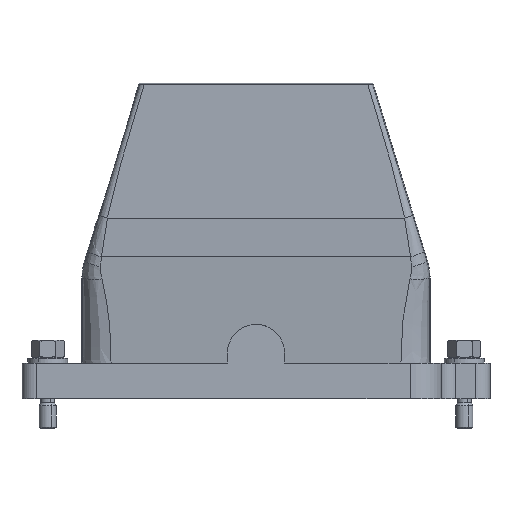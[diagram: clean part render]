
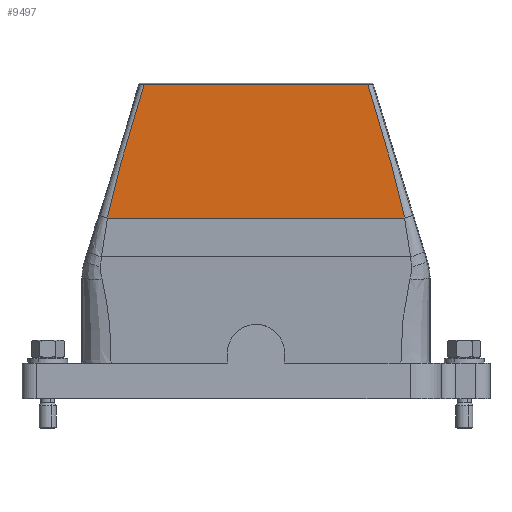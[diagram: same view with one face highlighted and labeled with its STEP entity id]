
A CAD part, left-side view. The second image highlights one B-rep face of the part: STEP entity #9497.
In plain terms, the highlighted planar face has unit normal (-1, 0, 0).
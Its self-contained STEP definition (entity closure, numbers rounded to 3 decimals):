
#9449=AXIS2_PLACEMENT_3D('Plane Axis2P3D',#9446,#9447,#9448) ;
#8553=CARTESIAN_POINT('Vertex',(0.,29.933,73.81)) ;
#8556=CARTESIAN_POINT('Line Origine',(0.,82.,73.81)) ;
#8560=CARTESIAN_POINT('Vertex',(0.,134.067,73.81)) ;
#9446=CARTESIAN_POINT('Axis2P3D Location',(0.,82.,121.)) ;
#9452=CARTESIAN_POINT('Control Point',(0.,42.829,120.62)) ;
#9453=CARTESIAN_POINT('Control Point',(0.,42.814,120.569)) ;
#9454=CARTESIAN_POINT('Control Point',(0.,42.798,120.518)) ;
#9455=CARTESIAN_POINT('Control Point',(0.,42.782,120.467)) ;
#9456=CARTESIAN_POINT('Control Point',(0.,42.56,119.743)) ;
#9457=CARTESIAN_POINT('Control Point',(0.,42.338,119.018)) ;
#9458=CARTESIAN_POINT('Control Point',(0.,42.131,118.344)) ;
#9459=CARTESIAN_POINT('Control Point',(0.,39.495,109.741)) ;
#9460=CARTESIAN_POINT('Control Point',(0.,36.892,101.128)) ;
#9461=CARTESIAN_POINT('Control Point',(0.,34.613,93.123)) ;
#9462=CARTESIAN_POINT('Control Point',(0.,32.262,84.486)) ;
#9463=CARTESIAN_POINT('Control Point',(0.,30.342,75.743)) ;
#9464=CARTESIAN_POINT('Control Point',(0.,30.203,75.101)) ;
#9465=CARTESIAN_POINT('Control Point',(0.,30.067,74.456)) ;
#9466=CARTESIAN_POINT('Control Point',(0.,29.933,73.81)) ;
#9467=CARTESIAN_POINT('Vertex',(0.,42.829,120.62)) ;
#9470=CARTESIAN_POINT('Line Origine',(0.,82.,120.62)) ;
#9474=CARTESIAN_POINT('Vertex',(0.,121.171,120.62)) ;
#9478=CARTESIAN_POINT('Control Point',(0.,134.067,73.81)) ;
#9479=CARTESIAN_POINT('Control Point',(0.,133.841,74.904)) ;
#9480=CARTESIAN_POINT('Control Point',(0.,133.607,75.991)) ;
#9481=CARTESIAN_POINT('Control Point',(0.,133.368,77.071)) ;
#9482=CARTESIAN_POINT('Control Point',(0.,131.407,85.68)) ;
#9483=CARTESIAN_POINT('Control Point',(0.,129.078,94.196)) ;
#9484=CARTESIAN_POINT('Control Point',(0.,126.953,101.619)) ;
#9485=CARTESIAN_POINT('Control Point',(0.,124.503,109.741)) ;
#9486=CARTESIAN_POINT('Control Point',(0.,122.019,117.853)) ;
#9487=CARTESIAN_POINT('Control Point',(0.,121.734,118.783)) ;
#9488=CARTESIAN_POINT('Control Point',(0.,121.444,119.73)) ;
#9489=CARTESIAN_POINT('Control Point',(0.,121.171,120.62)) ;
#8557=DIRECTION('Vector Direction',(0.,-1.,0.)) ;
#9447=DIRECTION('Axis2P3D Direction',(-1.,0.,0.)) ;
#9448=DIRECTION('Axis2P3D XDirection',(0.,0.,-1.)) ;
#9471=DIRECTION('Vector Direction',(0.,1.,0.)) ;
#8558=VECTOR('Line Direction',#8557,1.) ;
#9472=VECTOR('Line Direction',#9471,1.) ;
#9492=ORIENTED_EDGE('',*,*,#8562,.T.) ;
#9493=ORIENTED_EDGE('',*,*,#9469,.T.) ;
#9494=ORIENTED_EDGE('',*,*,#9476,.T.) ;
#9495=ORIENTED_EDGE('',*,*,#9490,.T.) ;
#9497=ADVANCED_FACE('Hood',(#9496),#9450,.T.) ;
#9451=B_SPLINE_CURVE_WITH_KNOTS('',5,(#9452,#9453,#9454,#9455,#9456,#9457,#9458,#9459,#9460,#9461,#9462,#9463,#9464,#9465,#9466),.UNSPECIFIED.,.F.,.U.,(6,3,3,3,6),(34.09,34.552,40.656,112.467,118.109),.UNSPECIFIED.) ;
#9477=B_SPLINE_CURVE_WITH_KNOTS('',5,(#9478,#9479,#9480,#9481,#9482,#9483,#9484,#9485,#9486,#9487,#9488,#9489),.UNSPECIFIED.,.F.,.U.,(6,3,3,6),(120.026,129.719,196.435,203.182),.UNSPECIFIED.) ;
#8562=EDGE_CURVE('',#8561,#8554,#8559,.T.) ;
#9469=EDGE_CURVE('',#8554,#9468,#9451,.F.) ;
#9476=EDGE_CURVE('',#9468,#9475,#9473,.T.) ;
#9490=EDGE_CURVE('',#9475,#8561,#9477,.F.) ;
#9491=EDGE_LOOP('',(#9492,#9493,#9494,#9495)) ;
#9496=FACE_OUTER_BOUND('',#9491,.T.) ;
#8559=LINE('Line',#8556,#8558) ;
#9473=LINE('Line',#9470,#9472) ;
#9450=PLANE('',#9449) ;
#8554=VERTEX_POINT('',#8553) ;
#8561=VERTEX_POINT('',#8560) ;
#9468=VERTEX_POINT('',#9467) ;
#9475=VERTEX_POINT('',#9474) ;
